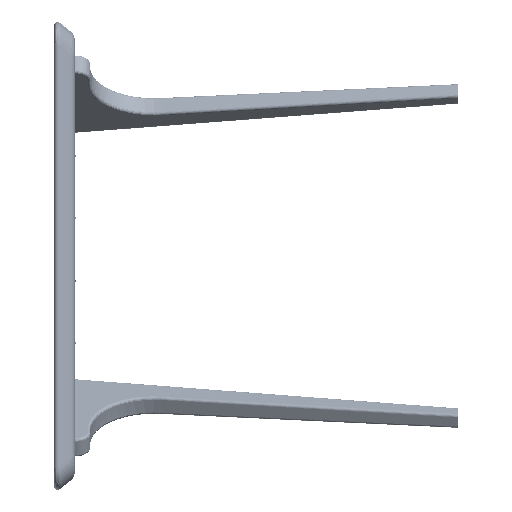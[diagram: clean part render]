
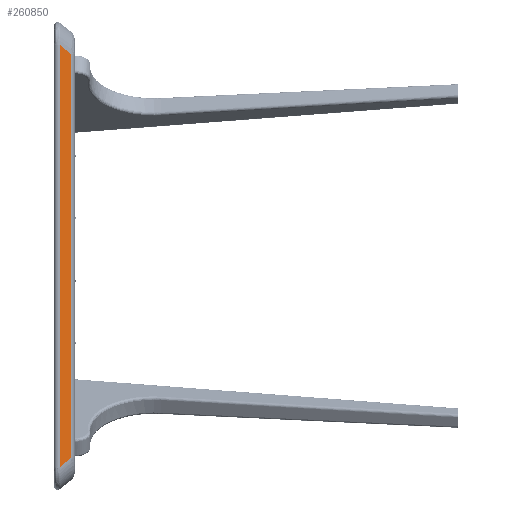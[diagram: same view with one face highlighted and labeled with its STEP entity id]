
A CAD part, left-side view. The second image highlights one B-rep face of the part: STEP entity #260850.
In plain terms, the highlighted planar face has unit normal (-0.777, -0.629, 0).
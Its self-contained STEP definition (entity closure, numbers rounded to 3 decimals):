
#7495 = VECTOR ( 'NONE', #157923, 1000. ) ;
#8348 = VERTEX_POINT ( 'NONE', #54904 ) ;
#10322 = EDGE_LOOP ( 'NONE', ( #156172, #222391, #199639, #226406 ) ) ;
#14788 = DIRECTION ( 'NONE',  ( 0., 0., -1. ) ) ;
#19434 = VERTEX_POINT ( 'NONE', #183515 ) ;
#24851 = LINE ( 'NONE', #30648, #168762 ) ;
#30365 = CARTESIAN_POINT ( 'NONE',  ( -981.662, 7.784, -388.919 ) ) ;
#30648 = CARTESIAN_POINT ( 'NONE',  ( -1019.876, 54.974, 427.133 ) ) ;
#40344 = DIRECTION ( 'NONE',  ( -0.777, -0.629, 0. ) ) ;
#43692 = DIRECTION ( 'NONE',  ( 0., 0., 1. ) ) ;
#47507 = AXIS2_PLACEMENT_3D ( 'NONE', #197279, #40344, #241770 ) ;
#54904 = CARTESIAN_POINT ( 'NONE',  ( -998.514, 28.595, 405.771 ) ) ;
#64699 = CARTESIAN_POINT ( 'NONE',  ( -760.157, -265.751, -167.414 ) ) ;
#67600 = LINE ( 'NONE', #64699, #7495 ) ;
#97900 = CARTESIAN_POINT ( 'NONE',  ( -998.514, 28.595, -405.771 ) ) ;
#106511 = CARTESIAN_POINT ( 'NONE',  ( -998.514, 28.595, 457.75 ) ) ;
#113750 = VECTOR ( 'NONE', #14788, 1000. ) ;
#115603 = EDGE_CURVE ( 'NONE', #8348, #293044, #288692, .T. ) ;
#128212 = EDGE_CURVE ( 'NONE', #231036, #19434, #132537, .T. ) ;
#132537 = LINE ( 'NONE', #218474, #201412 ) ;
#136935 = EDGE_CURVE ( 'NONE', #293044, #231036, #67600, .T. ) ;
#152867 = FACE_OUTER_BOUND ( 'NONE', #10322, .T. ) ;
#156172 = ORIENTED_EDGE ( 'NONE', *, *, #136935, .T. ) ;
#157923 = DIRECTION ( 'NONE',  ( 0.533, -0.658, 0.533 ) ) ;
#168762 = VECTOR ( 'NONE', #212750, 1000. ) ;
#183515 = CARTESIAN_POINT ( 'NONE',  ( -981.662, 7.784, 388.919 ) ) ;
#197279 = CARTESIAN_POINT ( 'NONE',  ( -1007.75, 40., 457.75 ) ) ;
#199639 = ORIENTED_EDGE ( 'NONE', *, *, #219139, .T. ) ;
#201412 = VECTOR ( 'NONE', #43692, 1000. ) ;
#212750 = DIRECTION ( 'NONE',  ( -0.533, 0.658, 0.533 ) ) ;
#218474 = CARTESIAN_POINT ( 'NONE',  ( -981.662, 7.784, 382.616 ) ) ;
#219139 = EDGE_CURVE ( 'NONE', #19434, #8348, #24851, .T. ) ;
#222391 = ORIENTED_EDGE ( 'NONE', *, *, #128212, .T. ) ;
#226406 = ORIENTED_EDGE ( 'NONE', *, *, #115603, .T. ) ;
#231036 = VERTEX_POINT ( 'NONE', #30365 ) ;
#241770 = DIRECTION ( 'NONE',  ( 0.629, -0.777, 0. ) ) ;
#243239 = PLANE ( 'NONE',  #47507 ) ;
#260850 = ADVANCED_FACE ( 'NONE', ( #152867 ), #243239, .T. ) ;
#288692 = LINE ( 'NONE', #106511, #113750 ) ;
#293044 = VERTEX_POINT ( 'NONE', #97900 ) ;
